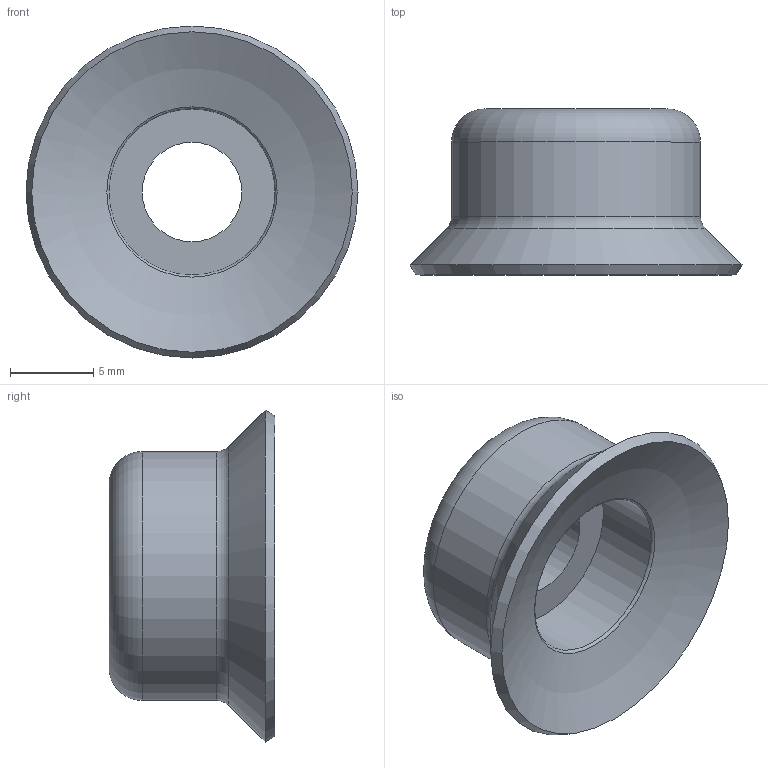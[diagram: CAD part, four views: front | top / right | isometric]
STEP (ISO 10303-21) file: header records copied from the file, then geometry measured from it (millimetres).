
FILE_DESCRIPTION(/* description */ ('STEP AP214'),/* implementation_level */ '2;1');
FILE_NAME(/* name */ '190981_ESV-20-SS',/* time_stamp */ '2024-08-28T10:52:34+02:00',/* author */ ('License CC BY-ND 4.0'),/* organization */ ('CADENAS'),/* preprocessor_version */ 'ST-DEVELOPER v19.3',/* originating_system */ 'PARTsolutions',/* authorisation */ ' ');
FILE_SCHEMA (('AUTOMOTIVE_DESIGN {1 0 10303 214 3 1 1}'));
Length unit declared in the file: millimetre
Products named in the file (1): 190981 ESV-20-SS---(0)
Bounding box: 20 x 10 x 20 mm (x, y, z)
Volume: 1193.6 mm3; surface area: 1154.2 mm2
Topology: 1 solids, 1 shells, 11 faces, 20 edges, 11 vertices
Faces by surface type: torus 4, cylinder 3, plane 2, cone 2
Full cylindrical faces by diameter (mm): 6 x1, 10 x1, 15 x1
Entity records: 258 total; most frequent: DIRECTION 46, CARTESIAN_POINT 34, AXIS2_PLACEMENT_3D 23, ORIENTED_EDGE 22, EDGE_LOOP 22, FACE_BOUND 22, EDGE_CURVE 11, VERTEX_POINT 11
